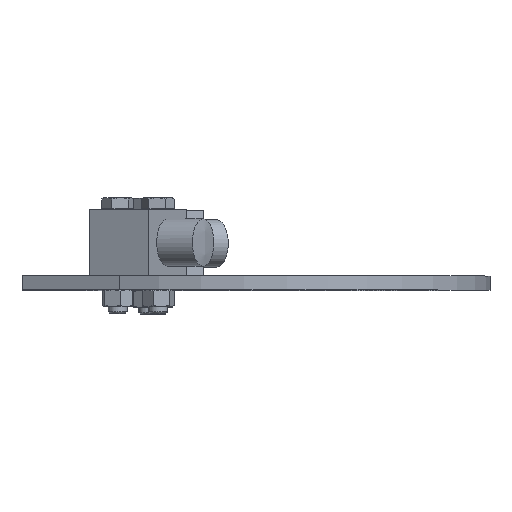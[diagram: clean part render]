
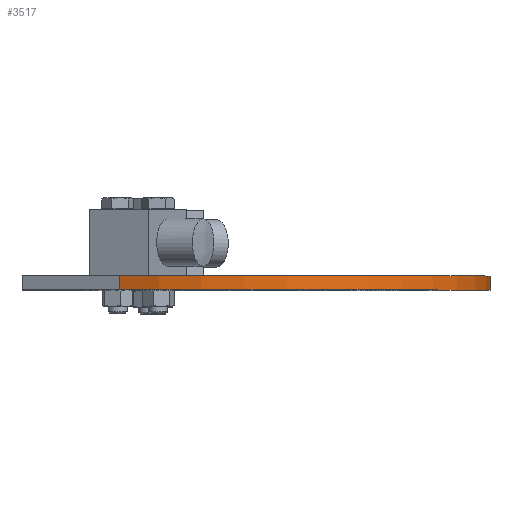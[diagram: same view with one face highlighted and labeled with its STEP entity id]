
A CAD part, top view. The second image highlights one B-rep face of the part: STEP entity #3517.
In plain terms, the highlighted cylindrical face has radius 168.275 mm (diameter 336.55 mm), a partial arc.
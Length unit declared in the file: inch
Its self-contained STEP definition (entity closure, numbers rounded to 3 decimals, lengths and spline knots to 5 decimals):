
#476=FACE_OUTER_BOUND('',#729,.T.);
#729=EDGE_LOOP('',(#2745,#2746,#2747,#2748));
#1011=LINE('',#5774,#1237);
#1012=LINE('',#5778,#1238);
#1237=VECTOR('',#4749,0.3937);
#1238=VECTOR('',#4754,0.3937);
#1508=CIRCLE('',#4028,6.625);
#1511=CIRCLE('',#4039,6.625);
#1726=VERTEX_POINT('',#5740);
#1727=VERTEX_POINT('',#5742);
#1735=VERTEX_POINT('',#5772);
#1736=VERTEX_POINT('',#5776);
#2105=EDGE_CURVE('',#1726,#1727,#1508,.T.);
#2121=EDGE_CURVE('',#1735,#1726,#1011,.T.);
#2122=EDGE_CURVE('',#1736,#1735,#1511,.T.);
#2123=EDGE_CURVE('',#1736,#1727,#1012,.T.);
#2745=ORIENTED_EDGE('',*,*,#2121,.F.);
#2746=ORIENTED_EDGE('',*,*,#2122,.F.);
#2747=ORIENTED_EDGE('',*,*,#2123,.T.);
#2748=ORIENTED_EDGE('',*,*,#2105,.F.);
#3433=CYLINDRICAL_SURFACE('',#4038,6.625);
#3517=ADVANCED_FACE('',(#476),#3433,.T.);
#4028=AXIS2_PLACEMENT_3D('',#5743,#4716,#4717);
#4038=AXIS2_PLACEMENT_3D('',#5775,#4750,#4751);
#4039=AXIS2_PLACEMENT_3D('',#5777,#4752,#4753);
#4716=DIRECTION('center_axis',(0.,0.,-1.));
#4717=DIRECTION('ref_axis',(-0.877,0.48,0.));
#4749=DIRECTION('',(0.,0.,-1.));
#4750=DIRECTION('center_axis',(0.,0.,1.));
#4751=DIRECTION('ref_axis',(-0.877,0.48,0.));
#4752=DIRECTION('center_axis',(0.,0.,1.));
#4753=DIRECTION('ref_axis',(-0.877,0.48,0.));
#4754=DIRECTION('',(0.,0.,-1.));
#5740=CARTESIAN_POINT('',(-5.81264,0.57104,-0.1875));
#5742=CARTESIAN_POINT('',(5.81217,0.57104,-0.1875));
#5743=CARTESIAN_POINT('Origin',(-0.00023,3.75012,
-0.1875));
#5772=CARTESIAN_POINT('',(-5.81264,0.57104,0.1875));
#5774=CARTESIAN_POINT('',(-5.81264,0.57104,0.));
#5775=CARTESIAN_POINT('Origin',(-0.00023,3.75012,
0.));
#5776=CARTESIAN_POINT('',(5.81217,0.57104,0.1875));
#5777=CARTESIAN_POINT('Origin',(-0.00023,3.75012,
0.1875));
#5778=CARTESIAN_POINT('',(5.81217,0.57104,0.));
